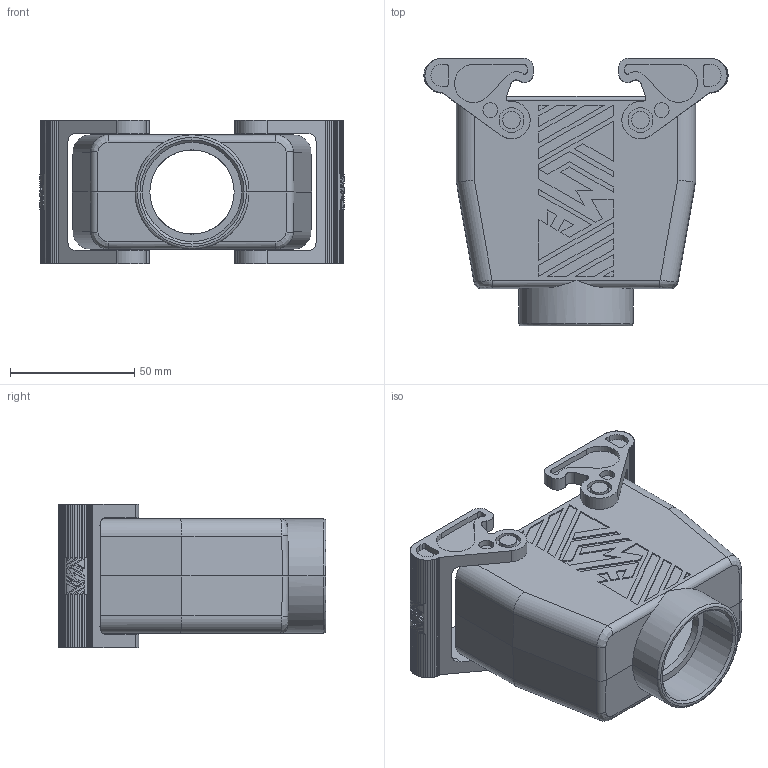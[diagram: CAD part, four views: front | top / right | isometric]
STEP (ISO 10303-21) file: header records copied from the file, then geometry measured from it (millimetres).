
FILE_DESCRIPTION(('Creo Elements/Direct Modeling STEP Export'),'2;1');
FILE_NAME('0ln7uvk53b6ueed4816','2020-06-22T13:57:52',(''),(''),'Creo Elements/Direct Modeling STEP processor for AP214 (Solid Model)','Creo Elements/Direct Modeling 20.1B 02-Apr-2019 (C) Parametric Technology GmbH','');
FILE_SCHEMA(('AUTOMOTIVE_DESIGN { 1 0 10303 214 1 1 1 1 }'));
Length unit declared in the file: millimetre
Products named in the file (2): TAVH_16G40B
Assembly tree (1 placements, depth 2):
  TAVH_16G40B
    TAVH_16G40B
Bounding box: 122.6 x 107.9 x 58 mm (x, y, z)
Volume: 150600.8 mm3; surface area: 68665.5 mm2
Topology: 1 solids, 1 shells, 802 faces, 2162 edges, 1420 vertices
Faces by surface type: plane 536, cylinder 238, bspline 16, cone 10, torus 2
Entity records: 24925 total; most frequent: CARTESIAN_POINT 5392, ORIENTED_EDGE 4324, DIRECTION 3794, EDGE_CURVE 2162, VERTEX_POINT 1420, VECTOR 1390, LINE 1390, AXIS2_PLACEMENT_3D 1202
